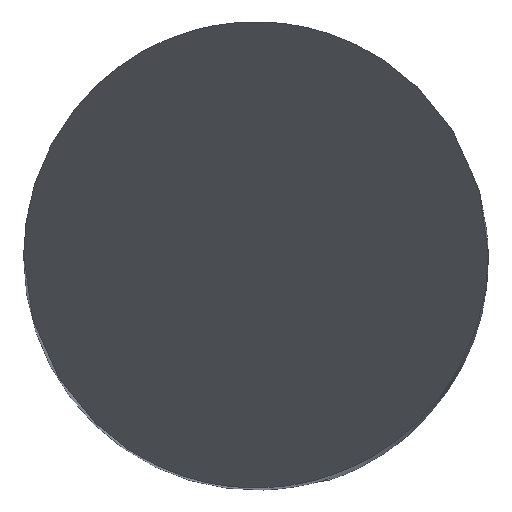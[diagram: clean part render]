
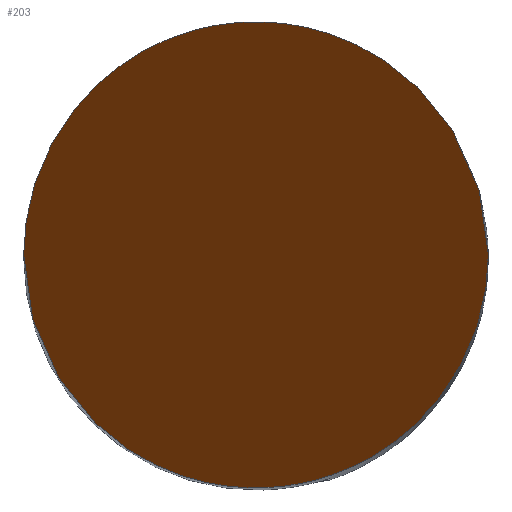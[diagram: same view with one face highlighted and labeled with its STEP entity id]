
A CAD part, top view. The second image highlights one B-rep face of the part: STEP entity #203.
In plain terms, the highlighted planar face has unit normal (0, -0.866, 0.5).
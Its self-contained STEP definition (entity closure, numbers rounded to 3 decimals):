
#46=(
BOUNDED_CURVE()
B_SPLINE_CURVE(3,(#1329,#1330,#1331,#1332),.UNSPECIFIED.,.F.,.F.)
B_SPLINE_CURVE_WITH_KNOTS((4,4),(0.,1.),.UNSPECIFIED.)
CURVE()
GEOMETRIC_REPRESENTATION_ITEM()
RATIONAL_B_SPLINE_CURVE((1.,0.333,0.333,1.))
REPRESENTATION_ITEM('')
);
#49=(
BOUNDED_CURVE()
B_SPLINE_CURVE(3,(#1377,#1378,#1379,#1380),.UNSPECIFIED.,.F.,.F.)
B_SPLINE_CURVE_WITH_KNOTS((4,4),(0.,1.),.UNSPECIFIED.)
CURVE()
GEOMETRIC_REPRESENTATION_ITEM()
RATIONAL_B_SPLINE_CURVE((1.,0.333,0.333,1.))
REPRESENTATION_ITEM('')
);
#105=PLANE('',#816);
#203=ADVANCED_FACE('',(#246),#105,.F.);
#246=FACE_OUTER_BOUND('',#286,.T.);
#286=EDGE_LOOP('',(#511,#512));
#511=ORIENTED_EDGE('',*,*,#635,.T.);
#512=ORIENTED_EDGE('',*,*,#626,.T.);
#541=VERTEX_POINT('',#1327);
#543=VERTEX_POINT('',#1333);
#626=EDGE_CURVE('',#543,#541,#46,.T.);
#635=EDGE_CURVE('',#541,#543,#49,.T.);
#816=AXIS2_PLACEMENT_3D('',#1706,#958,#959);
#958=DIRECTION('',(0.,0.866,-0.5));
#959=DIRECTION('',(0.,0.5,0.866));
#1327=CARTESIAN_POINT('',(-3.,0.,0.));
#1329=CARTESIAN_POINT('',(3.,0.,0.));
#1330=CARTESIAN_POINT('',(3.,6.,10.392));
#1331=CARTESIAN_POINT('',(-3.,6.,10.392));
#1332=CARTESIAN_POINT('',(-3.,0.,0.));
#1333=CARTESIAN_POINT('',(3.,0.,0.));
#1377=CARTESIAN_POINT('',(-3.,0.,0.));
#1378=CARTESIAN_POINT('',(-3.,-6.,-10.392));
#1379=CARTESIAN_POINT('',(3.,-6.,-10.392));
#1380=CARTESIAN_POINT('',(3.,0.,0.));
#1706=CARTESIAN_POINT('',(4.,3.,5.196));
